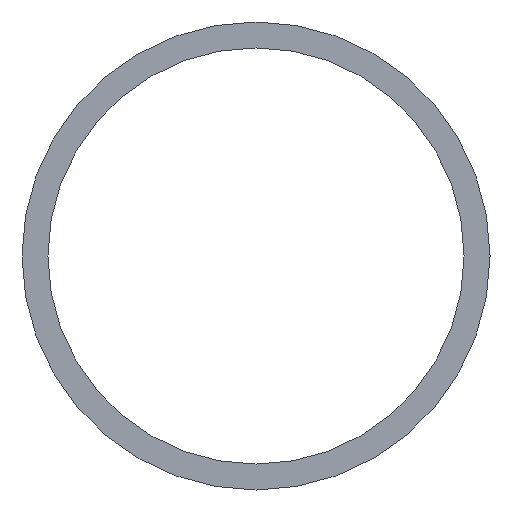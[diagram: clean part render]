
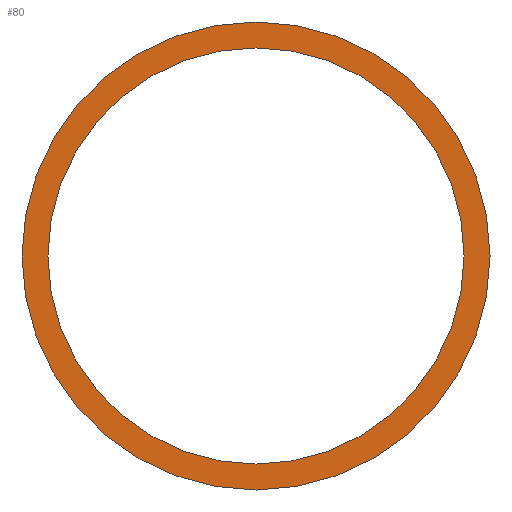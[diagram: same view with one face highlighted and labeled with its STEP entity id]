
A CAD part, front view. The second image highlights one B-rep face of the part: STEP entity #80.
In plain terms, the highlighted planar face has unit normal (0, -1, 0).
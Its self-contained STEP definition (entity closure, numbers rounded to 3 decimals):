
#4 = ORIENTED_EDGE ( 'NONE', *, *, #83, .T. ) ;
#10 = VERTEX_POINT ( 'NONE', #130 ) ;
#12 = ORIENTED_EDGE ( 'NONE', *, *, #91, .T. ) ;
#14 = ORIENTED_EDGE ( 'NONE', *, *, #87, .T. ) ;
#20 = CIRCLE ( 'NONE', #194, 19.4 ) ;
#21 = VERTEX_POINT ( 'NONE', #138 ) ;
#22 = FACE_OUTER_BOUND ( 'NONE', #56, .T. ) ;
#27 = VERTEX_POINT ( 'NONE', #135 ) ;
#30 = EDGE_LOOP ( 'NONE', ( #12, #59 ) ) ;
#44 = CIRCLE ( 'NONE', #207, 19.4 ) ;
#56 = EDGE_LOOP ( 'NONE', ( #14, #4 ) ) ;
#59 = ORIENTED_EDGE ( 'NONE', *, *, #85, .T. ) ;
#60 = CIRCLE ( 'NONE', #182, 17.25 ) ;
#63 = CIRCLE ( 'NONE', #200, 17.25 ) ;
#67 = FACE_BOUND ( 'NONE', #30, .T. ) ;
#68 = VERTEX_POINT ( 'NONE', #140 ) ;
#80 = ADVANCED_FACE ( 'NONE', ( #67, #22 ), #112, .T. ) ;
#83 = EDGE_CURVE ( 'NONE', #68, #21, #44, .T. ) ;
#85 = EDGE_CURVE ( 'NONE', #27, #10, #63, .T. ) ;
#87 = EDGE_CURVE ( 'NONE', #21, #68, #20, .T. ) ;
#91 = EDGE_CURVE ( 'NONE', #10, #27, #60, .T. ) ;
#99 = CARTESIAN_POINT ( 'NONE',  ( 0., 0., 0. ) ) ;
#101 = DIRECTION ( 'NONE',  ( 0., 1., 0. ) ) ;
#102 = CARTESIAN_POINT ( 'NONE',  ( -19.633, 0., 19.633 ) ) ;
#103 = DIRECTION ( 'NONE',  ( 0., 0., -1. ) ) ;
#107 = DIRECTION ( 'NONE',  ( 0., 0., -1. ) ) ;
#108 = DIRECTION ( 'NONE',  ( 0., -1., 0. ) ) ;
#110 = DIRECTION ( 'NONE',  ( 0., 0., -1. ) ) ;
#112 = PLANE ( 'NONE',  #201 ) ;
#114 = DIRECTION ( 'NONE',  ( 0., -1., 0. ) ) ;
#130 = CARTESIAN_POINT ( 'NONE',  ( 0., 0., -17.25 ) ) ;
#131 = DIRECTION ( 'NONE',  ( 0., 0., -1. ) ) ;
#132 = DIRECTION ( 'NONE',  ( 0., -1., 0. ) ) ;
#135 = CARTESIAN_POINT ( 'NONE',  ( 0., 0., 17.25 ) ) ;
#138 = CARTESIAN_POINT ( 'NONE',  ( 0., 0., -19.4 ) ) ;
#140 = CARTESIAN_POINT ( 'NONE',  ( 0., 0., 19.4 ) ) ;
#152 = CARTESIAN_POINT ( 'NONE',  ( 0., 0., 0. ) ) ;
#155 = CARTESIAN_POINT ( 'NONE',  ( 0., 0., 0. ) ) ;
#162 = CARTESIAN_POINT ( 'NONE',  ( 0., 0., 0. ) ) ;
#176 = DIRECTION ( 'NONE',  ( 0., 0., -1. ) ) ;
#177 = DIRECTION ( 'NONE',  ( 0., 1., 0. ) ) ;
#182 = AXIS2_PLACEMENT_3D ( 'NONE', #152, #177, #176 ) ;
#194 = AXIS2_PLACEMENT_3D ( 'NONE', #99, #132, #131 ) ;
#200 = AXIS2_PLACEMENT_3D ( 'NONE', #155, #101, #103 ) ;
#201 = AXIS2_PLACEMENT_3D ( 'NONE', #102, #114, #110 ) ;
#207 = AXIS2_PLACEMENT_3D ( 'NONE', #162, #108, #107 ) ;
